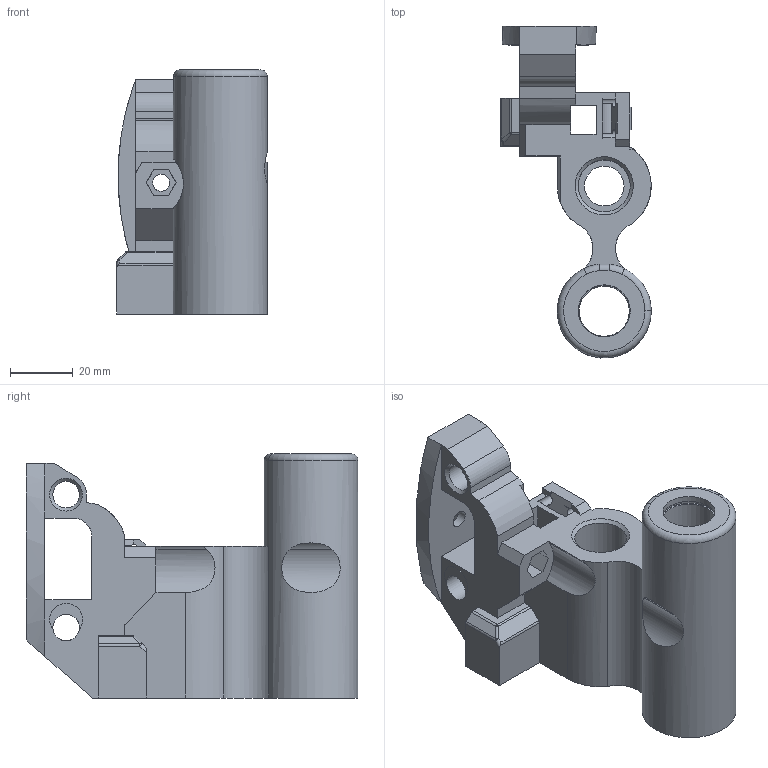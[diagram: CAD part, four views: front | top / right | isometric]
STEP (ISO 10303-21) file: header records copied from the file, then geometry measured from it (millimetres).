
FILE_DESCRIPTION(('FreeCAD Model'),'2;1');
FILE_NAME('X_end_idler_mini2_v2.step','2017-11-29T10:48:02',('Author'),(''), 'Open CASCADE STEP processor 6.9','FreeCAD','Unknown');
FILE_SCHEMA(('AUTOMOTIVE_DESIGN { 1 0 10303 214 1 1 1 1 }'));
Length unit declared in the file: millimetre
Products named in the file (1): Chamfer006003
Bounding box: 48.05 x 106.03 x 78 mm (x, y, z)
Volume: 106872.1 mm3; surface area: 35065.6 mm2
Topology: 1 solids, 2 shells, 202 faces, 573 edges, 382 vertices
Faces by surface type: plane 125, cylinder 52, cone 14, bspline 5, torus 4, sphere 2
Full cylindrical faces by diameter (mm): 3 x4, 4.5 x2, 4.7 x2, 5.5 x2, 8.5 x2, 10 x4, 12.7 x1, 16 x1, 16.6 x4, 17.8 x1
Entity records: 23101 total; most frequent: CARTESIAN_POINT 11968, DIRECTION 1979, LINE 1163, VECTOR 1163, ORIENTED_EDGE 1142, PCURVE 1142, DEFINITIONAL_REPRESENTATION 1142, EDGE_CURVE 571
